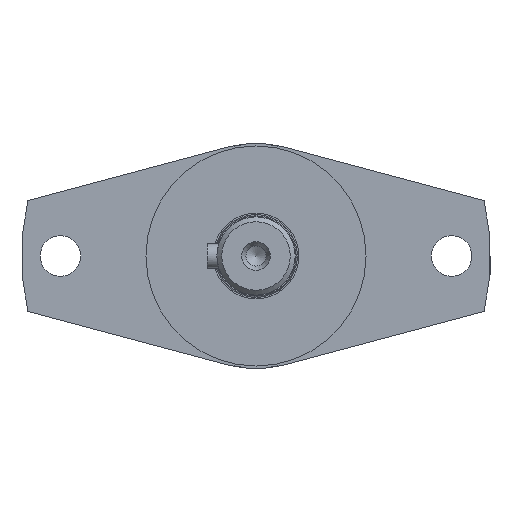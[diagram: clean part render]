
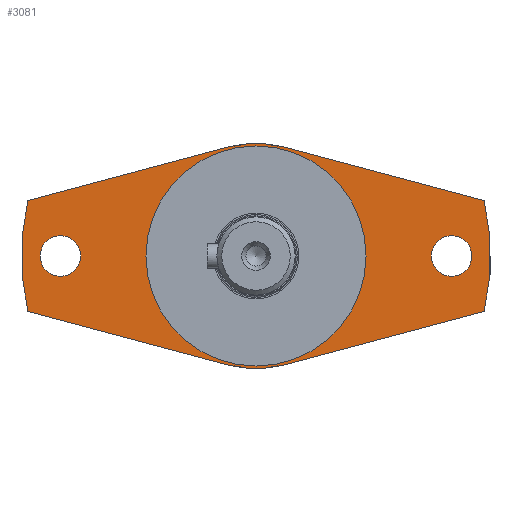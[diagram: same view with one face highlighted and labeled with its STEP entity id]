
A CAD part, left-side view. The second image highlights one B-rep face of the part: STEP entity #3081.
In plain terms, the highlighted planar face has unit normal (-1, 0, 0).
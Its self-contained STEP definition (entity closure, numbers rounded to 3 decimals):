
#326=LINE('',#5147,#588);
#327=LINE('',#5148,#589);
#328=LINE('',#5149,#590);
#329=LINE('',#5150,#591);
#588=VECTOR('',#4105,10.);
#589=VECTOR('',#4106,10.);
#590=VECTOR('',#4107,10.);
#591=VECTOR('',#4108,10.);
#812=FACE_BOUND('',#1132,.T.);
#813=FACE_BOUND('',#1133,.T.);
#814=FACE_BOUND('',#1134,.T.);
#953=FACE_OUTER_BOUND('',#1131,.T.);
#1131=EDGE_LOOP('',(#2714,#2715,#2716,#2717,#2718,#2719,#2720,#2721));
#1132=EDGE_LOOP('',(#2722));
#1133=EDGE_LOOP('',(#2723));
#1134=EDGE_LOOP('',(#2724,#2725));
#1246=CIRCLE('',#3335,23.);
#1248=CIRCLE('',#3337,23.);
#1253=CIRCLE('',#3344,48.);
#1254=CIRCLE('',#3346,22.5);
#1255=CIRCLE('',#3347,22.5);
#1257=CIRCLE('',#3350,48.);
#1260=CIRCLE('',#3355,4.15);
#1261=CIRCLE('',#3356,4.15);
#1519=VERTEX_POINT('',#5093);
#1520=VERTEX_POINT('',#5095);
#1523=VERTEX_POINT('',#5101);
#1524=VERTEX_POINT('',#5103);
#1530=VERTEX_POINT('',#5119);
#1531=VERTEX_POINT('',#5121);
#1532=VERTEX_POINT('',#5125);
#1533=VERTEX_POINT('',#5126);
#1534=VERTEX_POINT('',#5131);
#1537=VERTEX_POINT('',#5136);
#1540=VERTEX_POINT('',#5151);
#1541=VERTEX_POINT('',#5153);
#1917=EDGE_CURVE('',#1520,#1519,#1246,.T.);
#1921=EDGE_CURVE('',#1524,#1523,#1248,.T.);
#1930=EDGE_CURVE('',#1530,#1531,#1253,.T.);
#1932=EDGE_CURVE('',#1532,#1533,#1254,.T.);
#1933=EDGE_CURVE('',#1533,#1532,#1255,.T.);
#1938=EDGE_CURVE('',#1537,#1534,#1257,.T.);
#1943=EDGE_CURVE('',#1530,#1520,#326,.T.);
#1944=EDGE_CURVE('',#1519,#1534,#327,.T.);
#1945=EDGE_CURVE('',#1537,#1524,#328,.T.);
#1946=EDGE_CURVE('',#1523,#1531,#329,.T.);
#1947=EDGE_CURVE('',#1540,#1540,#1260,.T.);
#1948=EDGE_CURVE('',#1541,#1541,#1261,.T.);
#2714=ORIENTED_EDGE('',*,*,#1943,.T.);
#2715=ORIENTED_EDGE('',*,*,#1917,.T.);
#2716=ORIENTED_EDGE('',*,*,#1944,.T.);
#2717=ORIENTED_EDGE('',*,*,#1938,.F.);
#2718=ORIENTED_EDGE('',*,*,#1945,.T.);
#2719=ORIENTED_EDGE('',*,*,#1921,.T.);
#2720=ORIENTED_EDGE('',*,*,#1946,.T.);
#2721=ORIENTED_EDGE('',*,*,#1930,.F.);
#2722=ORIENTED_EDGE('',*,*,#1947,.T.);
#2723=ORIENTED_EDGE('',*,*,#1948,.T.);
#2724=ORIENTED_EDGE('',*,*,#1932,.T.);
#2725=ORIENTED_EDGE('',*,*,#1933,.T.);
#2932=PLANE('',#3354);
#3081=ADVANCED_FACE('',(#953,#812,#813,#814),#2932,.T.);
#3335=AXIS2_PLACEMENT_3D('',#5096,#4053,#4054);
#3337=AXIS2_PLACEMENT_3D('',#5104,#4059,#4060);
#3344=AXIS2_PLACEMENT_3D('',#5122,#4077,#4078);
#3346=AXIS2_PLACEMENT_3D('',#5127,#4082,#4083);
#3347=AXIS2_PLACEMENT_3D('',#5128,#4084,#4085);
#3350=AXIS2_PLACEMENT_3D('',#5138,#4093,#4094);
#3354=AXIS2_PLACEMENT_3D('',#5146,#4103,#4104);
#3355=AXIS2_PLACEMENT_3D('',#5152,#4109,#4110);
#3356=AXIS2_PLACEMENT_3D('',#5154,#4111,#4112);
#4053=DIRECTION('center_axis',(-1.,0.,0.));
#4054=DIRECTION('ref_axis',(0.,0.259,0.966));
#4059=DIRECTION('center_axis',(-1.,0.,0.));
#4060=DIRECTION('ref_axis',(0.,0.259,0.966));
#4077=DIRECTION('center_axis',(1.,0.,0.));
#4078=DIRECTION('ref_axis',(0.,-1.,0.));
#4082=DIRECTION('center_axis',(1.,0.,0.));
#4083=DIRECTION('ref_axis',(0.,-1.,0.));
#4084=DIRECTION('center_axis',(1.,0.,0.));
#4085=DIRECTION('ref_axis',(0.,-1.,0.));
#4093=DIRECTION('center_axis',(1.,0.,0.));
#4094=DIRECTION('ref_axis',(0.,-1.,0.));
#4103=DIRECTION('center_axis',(-1.,0.,0.));
#4104=DIRECTION('ref_axis',(0.,0.,
-1.));
#4105=DIRECTION('',(0.,0.966,0.259));
#4106=DIRECTION('',(0.,0.966,-0.259));
#4107=DIRECTION('',(0.,-0.966,-0.259));
#4108=DIRECTION('',(0.,-0.966,0.259));
#4109=DIRECTION('center_axis',(1.,0.,0.));
#4110=DIRECTION('ref_axis',(0.,0.,1.));
#4111=DIRECTION('center_axis',(1.,0.,0.));
#4112=DIRECTION('ref_axis',(0.,0.,1.));
#5093=CARTESIAN_POINT('',(-76.5,5.953,22.216));
#5095=CARTESIAN_POINT('',(-76.5,-5.953,22.216));
#5096=CARTESIAN_POINT('Origin',(-76.5,0.,0.));
#5101=CARTESIAN_POINT('',(-76.5,-5.953,-22.216));
#5103=CARTESIAN_POINT('',(-76.5,5.953,-22.216));
#5104=CARTESIAN_POINT('Origin',(-76.5,0.,0.));
#5119=CARTESIAN_POINT('',(-76.5,-46.648,11.312));
#5121=CARTESIAN_POINT('',(-76.5,-46.648,-11.312));
#5122=CARTESIAN_POINT('Origin',(-76.5,0.,0.));
#5125=CARTESIAN_POINT('',(-76.5,-22.5,0.));
#5126=CARTESIAN_POINT('',(-76.5,22.5,0.));
#5127=CARTESIAN_POINT('Origin',(-76.5,0.,0.));
#5128=CARTESIAN_POINT('Origin',(-76.5,0.,0.));
#5131=CARTESIAN_POINT('',(-76.5,46.648,11.312));
#5136=CARTESIAN_POINT('',(-76.5,46.648,-11.312));
#5138=CARTESIAN_POINT('Origin',(-76.5,0.,0.));
#5146=CARTESIAN_POINT('Origin',(-76.5,-35.25,0.));
#5147=CARTESIAN_POINT('',(-76.5,-45.921,11.507));
#5148=CARTESIAN_POINT('',(-76.5,-10.492,26.623));
#5149=CARTESIAN_POINT('',(-76.5,13.032,-20.319));
#5150=CARTESIAN_POINT('',(-76.5,-22.397,-17.81));
#5151=CARTESIAN_POINT('',(-76.5,40.,-4.15));
#5152=CARTESIAN_POINT('Origin',(-76.5,40.,0.));
#5153=CARTESIAN_POINT('',(-76.5,-40.,-4.15));
#5154=CARTESIAN_POINT('Origin',(-76.5,-40.,0.));
